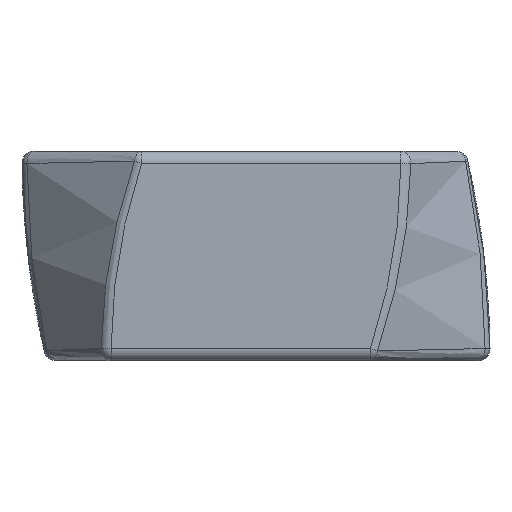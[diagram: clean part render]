
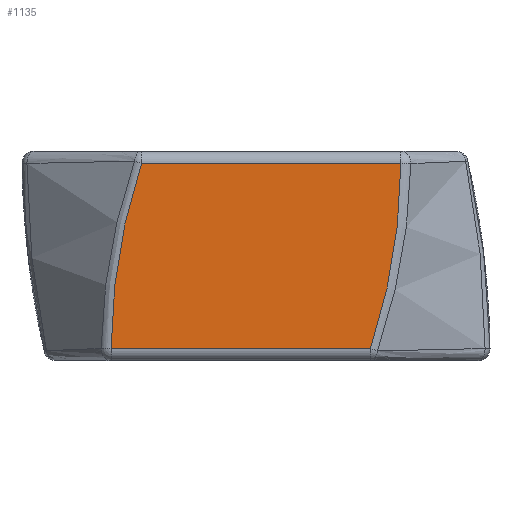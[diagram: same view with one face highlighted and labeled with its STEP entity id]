
A CAD part, front view. The second image highlights one B-rep face of the part: STEP entity #1135.
In plain terms, the highlighted planar face has unit normal (0, -1, 0).
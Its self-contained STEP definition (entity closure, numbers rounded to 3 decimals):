
#2 = CARTESIAN_POINT ( 'NONE',  ( -5.897, 0., -1.211 ) ) ;
#136 = DIRECTION ( 'NONE',  ( 0., 1., 0. ) ) ;
#320 = EDGE_CURVE ( 'NONE', #2569, #422, #925, .T. ) ;
#344 = CARTESIAN_POINT ( 'NONE',  ( 18.943, 0., -4.275 ) ) ;
#422 = VERTEX_POINT ( 'NONE', #2525 ) ;
#514 = EDGE_LOOP ( 'NONE', ( #2810, #722, #1488, #1027 ) ) ;
#571 = DIRECTION ( 'NONE',  ( 0., 0., 1. ) ) ;
#621 = CARTESIAN_POINT ( 'NONE',  ( -5.912, 0., -3.775 ) ) ;
#722 = ORIENTED_EDGE ( 'NONE', *, *, #320, .T. ) ;
#776 = DIRECTION ( 'NONE',  ( -1., 0., 0. ) ) ;
#791 = CARTESIAN_POINT ( 'NONE',  ( -4.668, 0., 3.775 ) ) ;
#884 = CARTESIAN_POINT ( 'NONE',  ( -4.668, 0., 3.775 ) ) ;
#925 = LINE ( 'NONE', #1578, #2404 ) ;
#927 = CARTESIAN_POINT ( 'NONE',  ( 5.475, 0., -1.341 ) ) ;
#1013 = EDGE_CURVE ( 'NONE', #422, #1423, #2301, .T. ) ;
#1027 = ORIENTED_EDGE ( 'NONE', *, *, #1116, .T. ) ;
#1106 = CARTESIAN_POINT ( 'NONE',  ( -5.475, 0., 1.341 ) ) ;
#1116 = EDGE_CURVE ( 'NONE', #1423, #2750, #1195, .T. ) ;
#1135 = ADVANCED_FACE ( 'NONE', ( #2524 ), #2768, .F. ) ;
#1141 = VECTOR ( 'NONE', #776, 1000. ) ;
#1195 = LINE ( 'NONE', #1687, #1141 ) ;
#1354 = DIRECTION ( 'NONE',  ( 1., 0., 0. ) ) ;
#1413 = AXIS2_PLACEMENT_3D ( 'NONE', #344, #136, #571 ) ;
#1423 = VERTEX_POINT ( 'NONE', #1847 ) ;
#1488 = ORIENTED_EDGE ( 'NONE', *, *, #1013, .T. ) ;
#1578 = CARTESIAN_POINT ( 'NONE',  ( 4.675, 0., -3.775 ) ) ;
#1676 = B_SPLINE_CURVE_WITH_KNOTS ( 'NONE', 3,
 ( #884, #1106, #2, #1753 ),
 .UNSPECIFIED., .F., .F.,
 ( 4, 4 ),
 ( 0., 0.008 ),
 .UNSPECIFIED. ) ;
#1687 = CARTESIAN_POINT ( 'NONE',  ( -4.675, 0., 3.775 ) ) ;
#1720 = EDGE_CURVE ( 'NONE', #2750, #2569, #1676, .T. ) ;
#1753 = CARTESIAN_POINT ( 'NONE',  ( -5.912, 0., -3.775 ) ) ;
#1815 = CARTESIAN_POINT ( 'NONE',  ( 5.912, 0., 3.775 ) ) ;
#1847 = CARTESIAN_POINT ( 'NONE',  ( 5.912, 0., 3.775 ) ) ;
#2226 = CARTESIAN_POINT ( 'NONE',  ( 4.668, 0., -3.775 ) ) ;
#2301 = B_SPLINE_CURVE_WITH_KNOTS ( 'NONE', 3,
 ( #2226, #927, #2665, #1815 ),
 .UNSPECIFIED., .F., .F.,
 ( 4, 4 ),
 ( 0., 0.008 ),
 .UNSPECIFIED. ) ;
#2404 = VECTOR ( 'NONE', #1354, 1000. ) ;
#2524 = FACE_OUTER_BOUND ( 'NONE', #514, .T. ) ;
#2525 = CARTESIAN_POINT ( 'NONE',  ( 4.668, 0., -3.775 ) ) ;
#2569 = VERTEX_POINT ( 'NONE', #621 ) ;
#2665 = CARTESIAN_POINT ( 'NONE',  ( 5.897, 0., 1.211 ) ) ;
#2750 = VERTEX_POINT ( 'NONE', #791 ) ;
#2768 = PLANE ( 'NONE',  #1413 ) ;
#2810 = ORIENTED_EDGE ( 'NONE', *, *, #1720, .T. ) ;
